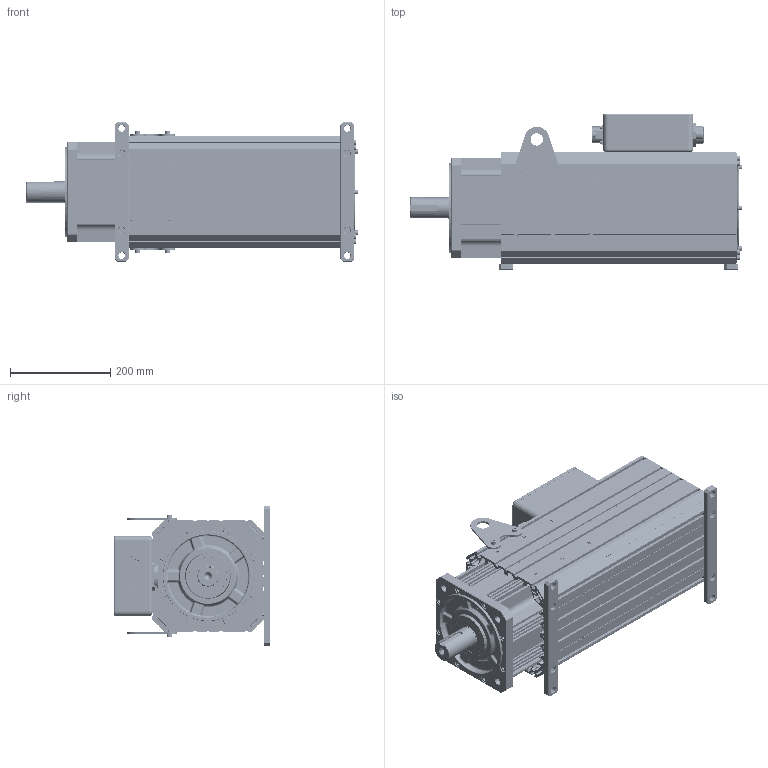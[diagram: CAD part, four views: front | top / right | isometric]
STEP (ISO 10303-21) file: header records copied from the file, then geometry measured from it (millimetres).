
FILE_DESCRIPTION (( 'STEP AP203' ), '1' );
FILE_NAME ('MS6G-200TH17BZ2-421P0.STEP', '2025-03-17T02:14:36', ( '' ), ( '' ), 'SwSTEP 2.0', 'SolidWorks 2022', '' );
FILE_SCHEMA (( 'CONFIG_CONTROL_DESIGN' ));
Products named in the file (1): MS6G-200TH17BZ2-421P0
Bounding box: 662.7 x 311.7 x 278 mm (x, y, z)
Volume: 28245478.4 mm3; surface area: 3141945.1 mm2
Topology: 105 solids, 105 shells, 6122 faces, 16217 edges, 10299 vertices
Faces by surface type: plane 4126, cylinder 1026, cone 447, torus 424, bspline 75, sphere 24
Entity records: 195606 total; most frequent: CARTESIAN_POINT 45838, ORIENTED_EDGE 32358, DIRECTION 29553, EDGE_CURVE 16179, LINE 11613, VECTOR 11613, VERTEX_POINT 10299, AXIS2_PLACEMENT_3D 8970
